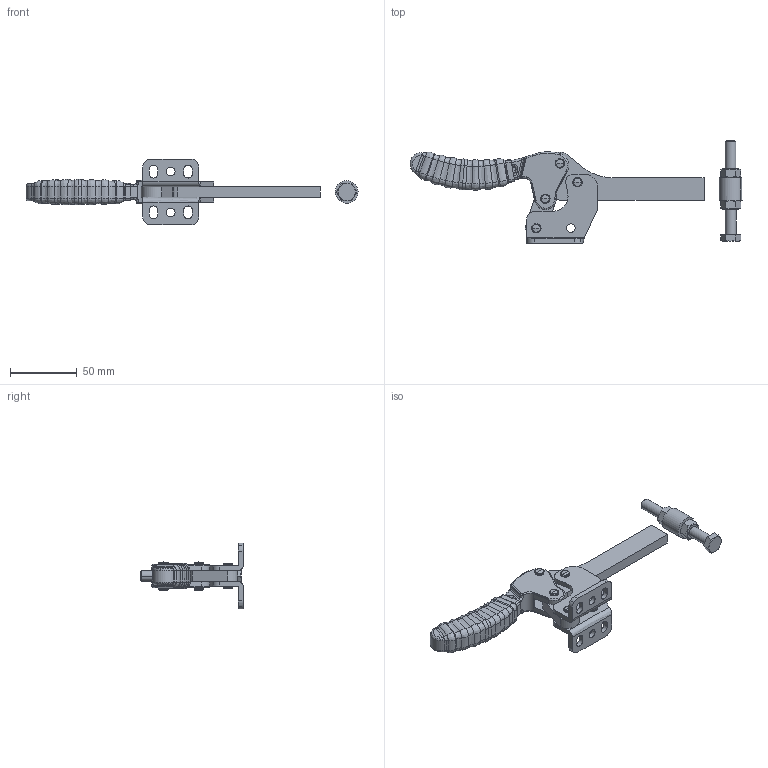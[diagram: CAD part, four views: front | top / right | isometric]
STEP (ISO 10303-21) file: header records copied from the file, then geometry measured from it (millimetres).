
FILE_DESCRIPTION((''),'2;1');
FILE_NAME('MH6B.stp','2009-11-06T11:00:04',('David'),(''),'Autodesk Inventor 8','Autodesk Inventor 8','');
FILE_SCHEMA(('AUTOMOTIVE_DESIGN { 1 0 10303 214 1 1 1 1 }'));
Length unit declared in the file: millimetre
Products named in the file (7): MH6B; MH6 SIDEPLATE B ASSEMBLY; MH6 BAR ASSEMBLY; MH6 LINK ASSEMBLY; MH6 HANDLE ASSEMBLY; ISO 4017  (Regular Thread) M8 x 70; MH6 BOSS ASSEMBLY
Assembly tree (6 placements, depth 2):
  MH6B
    MH6 SIDEPLATE B ASSEMBLY
    MH6 BAR ASSEMBLY
    MH6 LINK ASSEMBLY
    MH6 HANDLE ASSEMBLY
    ISO 4017  (Regular Thread) M8 x 70
    MH6 BOSS ASSEMBLY
Bounding box: 249.25 x 76.85 x 49.45 mm (x, y, z)
Volume: 83334.9 mm3; surface area: 42745.9 mm2
Topology: 6 solids, 6 shells, 660 faces, 1639 edges, 998 vertices
Faces by surface type: bspline 283, cylinder 145, plane 124, torus 70, cone 30, sphere 8
Entity records: 26889 total; most frequent: CARTESIAN_POINT 12061, ORIENTED_EDGE 3246, DIRECTION 2831, EDGE_CURVE 1623, AXIS2_PLACEMENT_3D 1114, VERTEX_POINT 998, CIRCLE 720, EDGE_LOOP 717
